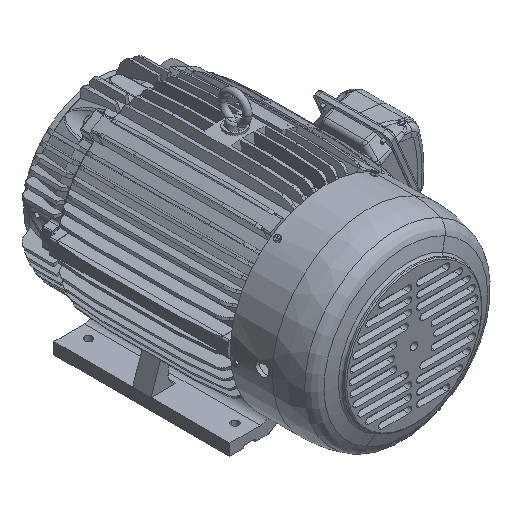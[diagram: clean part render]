
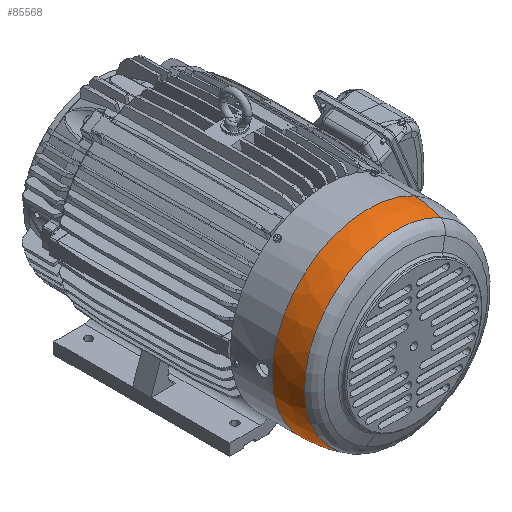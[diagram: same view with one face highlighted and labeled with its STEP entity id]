
A CAD part, isometric view. The second image highlights one B-rep face of the part: STEP entity #85568.
In plain terms, the highlighted spherical face has radius 182.75 mm.
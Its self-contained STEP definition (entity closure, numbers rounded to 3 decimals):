
#85481=CARTESIAN_POINT('Axis2P3D Location',(0.,-288.018,0.)) ;
#85485=CARTESIAN_POINT('Vertex',(-83.774,-288.018,-153.347)) ;
#85487=CARTESIAN_POINT('Vertex',(83.774,-288.018,153.347)) ;
#85538=CARTESIAN_POINT('Axis2P3D Location',(0.,-234.5,0.)) ;
#85543=CARTESIAN_POINT('Axis2P3D Location',(0.,-234.5,0.)) ;
#85547=CARTESIAN_POINT('Vertex',(-87.615,-234.5,-160.378)) ;
#85549=CARTESIAN_POINT('Vertex',(87.615,-234.5,160.378)) ;
#85552=CARTESIAN_POINT('Axis2P3D Location',(0.,-234.5,0.)) ;
#85557=CARTESIAN_POINT('Axis2P3D Location',(0.,-234.5,0.)) ;
#85482=DIRECTION('Axis2P3D Direction',(0.,1.,0.)) ;
#85539=DIRECTION('Axis2P3D Direction',(0.,1.,0.)) ;
#85540=DIRECTION('Axis2P3D XDirection',(0.479,0.,0.878)) ;
#85544=DIRECTION('Axis2P3D Direction',(0.,1.,0.)) ;
#85553=DIRECTION('Axis2P3D Direction',(0.878,0.,-0.479)) ;
#85558=DIRECTION('Axis2P3D Direction',(-0.878,0.,0.479)) ;
#85483=AXIS2_PLACEMENT_3D('Circle Axis2P3D',#85481,#85482,$) ;
#85541=AXIS2_PLACEMENT_3D('Sphere Axis2P3D',#85538,#85539,#85540) ;
#85545=AXIS2_PLACEMENT_3D('Circle Axis2P3D',#85543,#85544,$) ;
#85554=AXIS2_PLACEMENT_3D('Circle Axis2P3D',#85552,#85553,$) ;
#85559=AXIS2_PLACEMENT_3D('Circle Axis2P3D',#85557,#85558,$) ;
#85563=ORIENTED_EDGE('',*,*,#85551,.F.) ;
#85564=ORIENTED_EDGE('',*,*,#85556,.T.) ;
#85565=ORIENTED_EDGE('',*,*,#85489,.T.) ;
#85566=ORIENTED_EDGE('',*,*,#85561,.F.) ;
#85568=ADVANCED_FACE('31407C366.1',(#85567),#85542,.T.) ;
#85484=CIRCLE('generated circle',#85483,174.738) ;
#85546=CIRCLE('generated circle',#85545,182.75) ;
#85555=CIRCLE('generated circle',#85554,182.75) ;
#85560=CIRCLE('generated circle',#85559,182.75) ;
#85489=EDGE_CURVE('',#85486,#85488,#85484,.T.) ;
#85551=EDGE_CURVE('',#85548,#85550,#85546,.T.) ;
#85556=EDGE_CURVE('',#85548,#85486,#85555,.F.) ;
#85561=EDGE_CURVE('',#85550,#85488,#85560,.F.) ;
#85562=EDGE_LOOP('',(#85563,#85564,#85565,#85566)) ;
#85567=FACE_OUTER_BOUND('',#85562,.T.) ;
#85542=SPHERICAL_SURFACE('',#85541,182.75) ;
#85486=VERTEX_POINT('',#85485) ;
#85488=VERTEX_POINT('',#85487) ;
#85548=VERTEX_POINT('',#85547) ;
#85550=VERTEX_POINT('',#85549) ;
